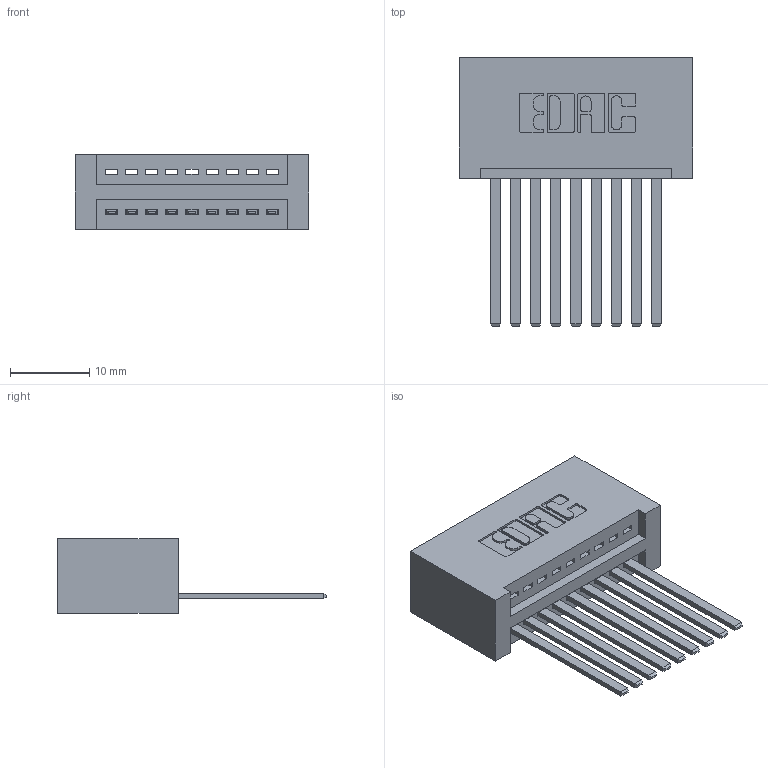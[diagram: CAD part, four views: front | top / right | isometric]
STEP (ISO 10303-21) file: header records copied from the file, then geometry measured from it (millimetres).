
FILE_DESCRIPTION (( 'STEP AP203' ), '1' );
FILE_NAME ('345-009-544-101.STEP', '2018-08-17T06:49:45', ( '' ), ( '' ), 'SwSTEP 2.0', 'SolidWorks 2016', '' );
FILE_SCHEMA (( 'CONFIG_CONTROL_DESIGN' ));
Length unit declared in the file: inch
Products named in the file (3): 345 Part_No Mounting Lugs; 345-292-001_345-293-144; 345-009-544-101
Assembly tree (10 placements, depth 2):
  345-009-544-101
    345 Part_No Mounting Lugs
    345-292-001_345-293-144  x9
Bounding box: 29.46 x 33.96 x 9.4 mm (x, y, z)
Volume: 3216.8 mm3; surface area: 4329.4 mm2
Topology: 10 solids, 10 shells, 586 faces, 1739 edges, 1146 vertices
Faces by surface type: plane 400, cylinder 186
Entity records: 10755 total; most frequent: CARTESIAN_POINT 1871, ORIENTED_EDGE 1814, DIRECTION 1673, EDGE_CURVE 907, LINE 751, VECTOR 751, VERTEX_POINT 602, AXIS2_PLACEMENT_3D 461
